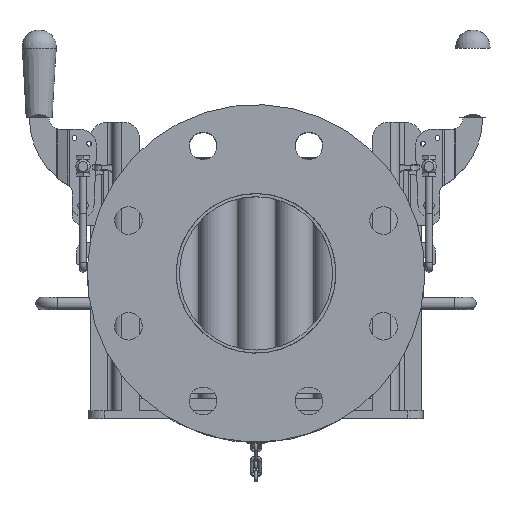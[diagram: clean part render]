
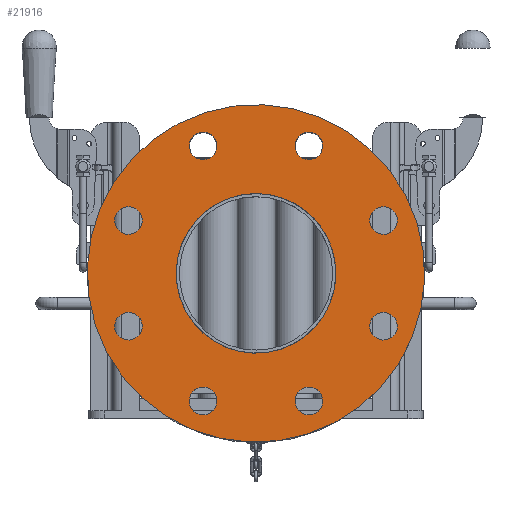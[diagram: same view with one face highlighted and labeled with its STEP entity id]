
A CAD part, top view. The second image highlights one B-rep face of the part: STEP entity #21916.
In plain terms, the highlighted planar face has unit normal (0, 0, 1).
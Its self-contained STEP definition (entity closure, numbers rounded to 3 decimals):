
#392=FACE_BOUND('',#7177,.T.);
#393=FACE_BOUND('',#7178,.T.);
#394=FACE_BOUND('',#7179,.T.);
#395=FACE_BOUND('',#7180,.T.);
#396=FACE_BOUND('',#7181,.T.);
#397=FACE_BOUND('',#7182,.T.);
#398=FACE_BOUND('',#7183,.T.);
#399=FACE_BOUND('',#7184,.T.);
#400=FACE_BOUND('',#7185,.T.);
#1089=PLANE('',#24077);
#5880=FACE_OUTER_BOUND('',#7176,.T.);
#7176=EDGE_LOOP('',(#18674));
#7177=EDGE_LOOP('',(#18675));
#7178=EDGE_LOOP('',(#18676));
#7179=EDGE_LOOP('',(#18677));
#7180=EDGE_LOOP('',(#18678));
#7181=EDGE_LOOP('',(#18679));
#7182=EDGE_LOOP('',(#18680));
#7183=EDGE_LOOP('',(#18681));
#7184=EDGE_LOOP('',(#18682));
#7185=EDGE_LOOP('',(#18683));
#8283=CIRCLE('',#24049,9.);
#8285=CIRCLE('',#24052,9.);
#8287=CIRCLE('',#24055,9.);
#8289=CIRCLE('',#24058,9.);
#8291=CIRCLE('',#24061,9.);
#8293=CIRCLE('',#24064,9.);
#8295=CIRCLE('',#24067,9.);
#8297=CIRCLE('',#24070,9.);
#8299=CIRCLE('',#24073,52.);
#8300=CIRCLE('',#24075,110.);
#10069=VERTEX_POINT('',#39916);
#10071=VERTEX_POINT('',#39922);
#10073=VERTEX_POINT('',#39928);
#10075=VERTEX_POINT('',#39934);
#10077=VERTEX_POINT('',#39940);
#10079=VERTEX_POINT('',#39946);
#10081=VERTEX_POINT('',#39952);
#10083=VERTEX_POINT('',#39958);
#10085=VERTEX_POINT('',#39964);
#10086=VERTEX_POINT('',#39968);
#12999=EDGE_CURVE('',#10069,#10069,#8283,.T.);
#13002=EDGE_CURVE('',#10071,#10071,#8285,.T.);
#13005=EDGE_CURVE('',#10073,#10073,#8287,.T.);
#13008=EDGE_CURVE('',#10075,#10075,#8289,.T.);
#13011=EDGE_CURVE('',#10077,#10077,#8291,.T.);
#13014=EDGE_CURVE('',#10079,#10079,#8293,.T.);
#13017=EDGE_CURVE('',#10081,#10081,#8295,.T.);
#13020=EDGE_CURVE('',#10083,#10083,#8297,.T.);
#13024=EDGE_CURVE('',#10085,#10085,#8299,.T.);
#13025=EDGE_CURVE('',#10086,#10086,#8300,.T.);
#18674=ORIENTED_EDGE('',*,*,#13025,.F.);
#18675=ORIENTED_EDGE('',*,*,#12999,.T.);
#18676=ORIENTED_EDGE('',*,*,#13002,.T.);
#18677=ORIENTED_EDGE('',*,*,#13005,.T.);
#18678=ORIENTED_EDGE('',*,*,#13008,.T.);
#18679=ORIENTED_EDGE('',*,*,#13011,.T.);
#18680=ORIENTED_EDGE('',*,*,#13014,.T.);
#18681=ORIENTED_EDGE('',*,*,#13017,.T.);
#18682=ORIENTED_EDGE('',*,*,#13020,.T.);
#18683=ORIENTED_EDGE('',*,*,#13024,.T.);
#21916=ADVANCED_FACE('',(#5880,#392,#393,#394,#395,#396,#397,#398,#399,
#400),#1089,.F.);
#24049=AXIS2_PLACEMENT_3D('',#39917,#29604,#29605);
#24052=AXIS2_PLACEMENT_3D('',#39923,#29611,#29612);
#24055=AXIS2_PLACEMENT_3D('',#39929,#29618,#29619);
#24058=AXIS2_PLACEMENT_3D('',#39935,#29625,#29626);
#24061=AXIS2_PLACEMENT_3D('',#39941,#29632,#29633);
#24064=AXIS2_PLACEMENT_3D('',#39947,#29639,#29640);
#24067=AXIS2_PLACEMENT_3D('',#39953,#29646,#29647);
#24070=AXIS2_PLACEMENT_3D('',#39959,#29653,#29654);
#24073=AXIS2_PLACEMENT_3D('',#39966,#29661,#29662);
#24075=AXIS2_PLACEMENT_3D('',#39969,#29665,#29666);
#24077=AXIS2_PLACEMENT_3D('',#39973,#29670,#29671);
#29604=DIRECTION('center_axis',(0.,0.,
-1.));
#29605=DIRECTION('ref_axis',(-0.383,0.924,0.));
#29611=DIRECTION('center_axis',(0.,0.,
-1.));
#29612=DIRECTION('ref_axis',(0.383,0.924,0.));
#29618=DIRECTION('center_axis',(0.,0.,
-1.));
#29619=DIRECTION('ref_axis',(0.924,0.383,0.));
#29625=DIRECTION('center_axis',(0.,0.,
-1.));
#29626=DIRECTION('ref_axis',(0.924,-0.383,0.));
#29632=DIRECTION('center_axis',(0.,0.,
-1.));
#29633=DIRECTION('ref_axis',(0.383,-0.924,0.));
#29639=DIRECTION('center_axis',(0.,0.,
-1.));
#29640=DIRECTION('ref_axis',(-0.383,-0.924,0.));
#29646=DIRECTION('center_axis',(0.,0.,
-1.));
#29647=DIRECTION('ref_axis',(-0.924,-0.383,0.));
#29653=DIRECTION('center_axis',(0.,0.,
-1.));
#29654=DIRECTION('ref_axis',(-0.924,0.383,0.));
#29661=DIRECTION('center_axis',(0.,0.,
-1.));
#29662=DIRECTION('ref_axis',(-0.924,0.383,0.));
#29665=DIRECTION('center_axis',(0.,0.,
-1.));
#29666=DIRECTION('ref_axis',(-0.924,0.383,0.));
#29670=DIRECTION('center_axis',(0.,0.,
-1.));
#29671=DIRECTION('ref_axis',(-0.924,0.383,0.));
#39916=CARTESIAN_POINT('',(86.593,26.127,250.));
#39917=CARTESIAN_POINT('Origin',(83.149,34.442,250.));
#39922=CARTESIAN_POINT('',(79.705,-42.756,250.));
#39923=CARTESIAN_POINT('Origin',(83.149,-34.442,250.));
#39928=CARTESIAN_POINT('',(26.127,-86.593,250.));
#39929=CARTESIAN_POINT('Origin',(34.442,-83.149,250.));
#39934=CARTESIAN_POINT('',(-42.756,-79.705,250.));
#39935=CARTESIAN_POINT('Origin',(-34.442,-83.149,250.));
#39940=CARTESIAN_POINT('',(-86.593,-26.127,250.));
#39941=CARTESIAN_POINT('Origin',(-83.149,-34.442,250.));
#39946=CARTESIAN_POINT('',(-79.705,42.756,250.));
#39947=CARTESIAN_POINT('Origin',(-83.149,34.442,250.));
#39952=CARTESIAN_POINT('',(-26.127,86.593,250.));
#39953=CARTESIAN_POINT('Origin',(-34.442,83.149,250.));
#39958=CARTESIAN_POINT('',(42.756,79.705,250.));
#39959=CARTESIAN_POINT('Origin',(34.442,83.149,250.));
#39964=CARTESIAN_POINT('',(48.042,-19.9,250.));
#39966=CARTESIAN_POINT('Origin',(0.,0.,
250.));
#39968=CARTESIAN_POINT('',(101.627,-42.095,250.));
#39969=CARTESIAN_POINT('Origin',(0.,0.,
250.));
#39973=CARTESIAN_POINT('Origin',(0.,0.,
250.));
